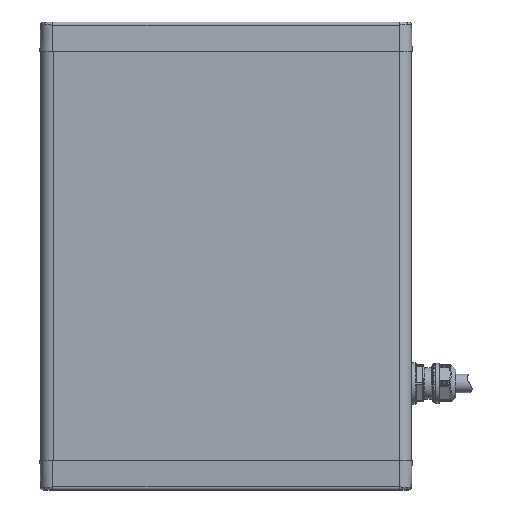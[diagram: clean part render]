
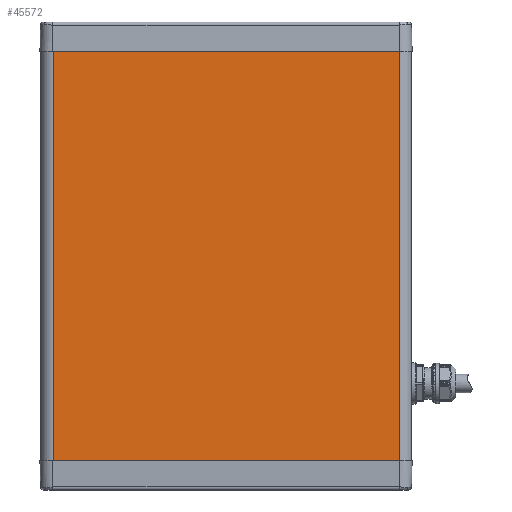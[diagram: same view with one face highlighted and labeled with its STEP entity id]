
A CAD part, front view. The second image highlights one B-rep face of the part: STEP entity #45572.
In plain terms, the highlighted planar face has unit normal (0, -1, 0).
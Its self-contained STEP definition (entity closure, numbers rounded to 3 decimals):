
#891 = VERTEX_POINT ( 'NONE', #7122 ) ;
#975 = LINE ( 'NONE', #38854, #20967 ) ;
#1462 = VERTEX_POINT ( 'NONE', #28024 ) ;
#3991 = VERTEX_POINT ( 'NONE', #37743 ) ;
#4194 = AXIS2_PLACEMENT_3D ( 'NONE', #43863, #47541, #43150 ) ;
#4426 = CARTESIAN_POINT ( 'NONE',  ( 0.2, 0., 132.5 ) ) ;
#5099 = EDGE_CURVE ( 'NONE', #1462, #3991, #975, .T. ) ;
#5990 = PLANE ( 'NONE',  #4194 ) ;
#6227 = FACE_OUTER_BOUND ( 'NONE', #7269, .T. ) ;
#7122 = CARTESIAN_POINT ( 'NONE',  ( -112., 0., 132.5 ) ) ;
#7269 = EDGE_LOOP ( 'NONE', ( #20890, #43821, #46671, #39884 ) ) ;
#7602 = DIRECTION ( 'NONE',  ( 1., 0., 0. ) ) ;
#9423 = VECTOR ( 'NONE', #47637, 1000. ) ;
#10689 = LINE ( 'NONE', #25377, #9423 ) ;
#20890 = ORIENTED_EDGE ( 'NONE', *, *, #5099, .T. ) ;
#20967 = VECTOR ( 'NONE', #30806, 1000. ) ;
#21117 = EDGE_CURVE ( 'NONE', #891, #35020, #27768, .T. ) ;
#22140 = EDGE_CURVE ( 'NONE', #3991, #35020, #10689, .T. ) ;
#25377 = CARTESIAN_POINT ( 'NONE',  ( 112., 0., 132.5 ) ) ;
#25753 = CARTESIAN_POINT ( 'NONE',  ( 112., 0., 132.5 ) ) ;
#26938 = DIRECTION ( 'NONE',  ( 0., 0., -1. ) ) ;
#27768 = LINE ( 'NONE', #4426, #43730 ) ;
#28024 = CARTESIAN_POINT ( 'NONE',  ( -112., 0., -132.5 ) ) ;
#29028 = EDGE_CURVE ( 'NONE', #891, #1462, #38899, .T. ) ;
#30806 = DIRECTION ( 'NONE',  ( 1., 0., 0. ) ) ;
#35020 = VERTEX_POINT ( 'NONE', #25753 ) ;
#37058 = VECTOR ( 'NONE', #26938, 1000. ) ;
#37743 = CARTESIAN_POINT ( 'NONE',  ( 112., 0., -132.5 ) ) ;
#38854 = CARTESIAN_POINT ( 'NONE',  ( -120., 0., -132.5 ) ) ;
#38899 = LINE ( 'NONE', #46498, #37058 ) ;
#39884 = ORIENTED_EDGE ( 'NONE', *, *, #29028, .T. ) ;
#43150 = DIRECTION ( 'NONE',  ( -1., 0., 0. ) ) ;
#43730 = VECTOR ( 'NONE', #7602, 1000. ) ;
#43821 = ORIENTED_EDGE ( 'NONE', *, *, #22140, .T. ) ;
#43863 = CARTESIAN_POINT ( 'NONE',  ( -120., 0., 132.5 ) ) ;
#45572 = ADVANCED_FACE ( 'NONE', ( #6227 ), #5990, .F. ) ;
#46498 = CARTESIAN_POINT ( 'NONE',  ( -112., 0., 132.5 ) ) ;
#46671 = ORIENTED_EDGE ( 'NONE', *, *, #21117, .F. ) ;
#47541 = DIRECTION ( 'NONE',  ( 0., 1., 0. ) ) ;
#47637 = DIRECTION ( 'NONE',  ( 0., 0., 1. ) ) ;
